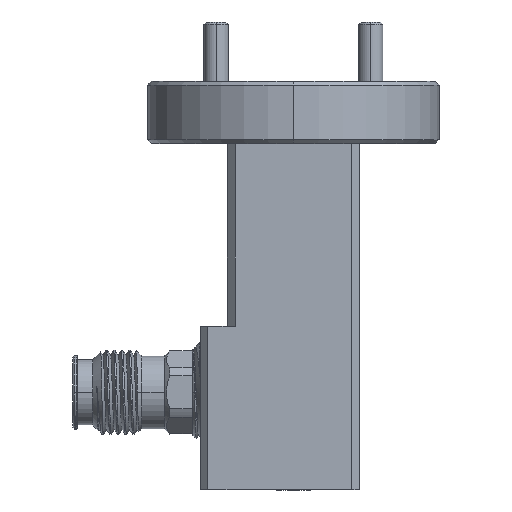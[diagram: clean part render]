
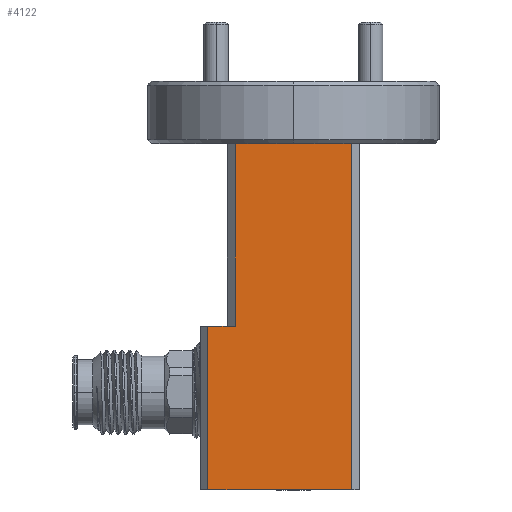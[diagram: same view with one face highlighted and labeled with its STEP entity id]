
A CAD part, left-side view. The second image highlights one B-rep face of the part: STEP entity #4122.
In plain terms, the highlighted planar face has unit normal (-1, 0, 0).
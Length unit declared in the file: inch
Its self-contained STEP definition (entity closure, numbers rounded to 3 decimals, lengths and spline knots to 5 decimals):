
#56 = ORIENTED_EDGE ( 'NONE', *, *, #6066, .T. ) ;
#94 = LINE ( 'NONE', #2563, #3091 ) ;
#221 = ORIENTED_EDGE ( 'NONE', *, *, #7823, .T. ) ;
#246 = CARTESIAN_POINT ( 'NONE',  ( -0.17, -0.15, -0.16 ) ) ;
#339 = CARTESIAN_POINT ( 'NONE',  ( -0.17, 0.22, -2.63263 ) ) ;
#509 = VERTEX_POINT ( 'NONE', #3986 ) ;
#527 = EDGE_CURVE ( 'NONE', #2218, #2863, #644, .T. ) ;
#644 = LINE ( 'NONE', #5608, #2070 ) ;
#1110 = ORIENTED_EDGE ( 'NONE', *, *, #5076, .T. ) ;
#1270 = DIRECTION ( 'NONE',  ( 0., 0., 1. ) ) ;
#1525 = DIRECTION ( 'NONE',  ( 0., 1., 0. ) ) ;
#2070 = VECTOR ( 'NONE', #7462, 39.37008 ) ;
#2218 = VERTEX_POINT ( 'NONE', #4255 ) ;
#2414 = CARTESIAN_POINT ( 'NONE',  ( -0.17, 0.22, -0.63 ) ) ;
#2563 = CARTESIAN_POINT ( 'NONE',  ( -0.17, -0.17, -1.05 ) ) ;
#2620 = CARTESIAN_POINT ( 'NONE',  ( -0.17, -0.17, -2.63263 ) ) ;
#2799 = DIRECTION ( 'NONE',  ( 0., 0., -1. ) ) ;
#2863 = VERTEX_POINT ( 'NONE', #3289 ) ;
#3083 = CARTESIAN_POINT ( 'NONE',  ( -0.17, -0.15, -1.05 ) ) ;
#3091 = VECTOR ( 'NONE', #7522, 39.37008 ) ;
#3166 = CARTESIAN_POINT ( 'NONE',  ( -0.17, -0.15, -2.63263 ) ) ;
#3254 = ORIENTED_EDGE ( 'NONE', *, *, #7398, .T. ) ;
#3258 = DIRECTION ( 'NONE',  ( 1., 0., 0. ) ) ;
#3289 = CARTESIAN_POINT ( 'NONE',  ( -0.17, 0.15, -0.63 ) ) ;
#3345 = LINE ( 'NONE', #3424, #7367 ) ;
#3395 = LINE ( 'NONE', #339, #4895 ) ;
#3424 = CARTESIAN_POINT ( 'NONE',  ( -0.17, -0.75009, -0.63 ) ) ;
#3599 = VECTOR ( 'NONE', #4821, 39.37008 ) ;
#3736 = EDGE_LOOP ( 'NONE', ( #3254, #3823, #56, #1110, #221, #7806 ) ) ;
#3823 = ORIENTED_EDGE ( 'NONE', *, *, #527, .T. ) ;
#3986 = CARTESIAN_POINT ( 'NONE',  ( -0.17, 0.22, -1.05 ) ) ;
#4120 = LINE ( 'NONE', #6608, #3599 ) ;
#4122 = ADVANCED_FACE ( 'NONE', ( #4442 ), #4483, .F. ) ;
#4255 = CARTESIAN_POINT ( 'NONE',  ( -0.17, 0.15, -0.16 ) ) ;
#4442 = FACE_OUTER_BOUND ( 'NONE', #3736, .T. ) ;
#4483 = PLANE ( 'NONE',  #5649 ) ;
#4623 = EDGE_CURVE ( 'NONE', #5334, #5193, #6839, .T. ) ;
#4821 = DIRECTION ( 'NONE',  ( 0., 1., 0. ) ) ;
#4895 = VECTOR ( 'NONE', #2799, 39.37008 ) ;
#5014 = VECTOR ( 'NONE', #1270, 39.37008 ) ;
#5076 = EDGE_CURVE ( 'NONE', #7008, #509, #3395, .T. ) ;
#5193 = VERTEX_POINT ( 'NONE', #246 ) ;
#5334 = VERTEX_POINT ( 'NONE', #3083 ) ;
#5608 = CARTESIAN_POINT ( 'NONE',  ( -0.17, 0.15, -0.63 ) ) ;
#5649 = AXIS2_PLACEMENT_3D ( 'NONE', #2620, #3258, #6243 ) ;
#6066 = EDGE_CURVE ( 'NONE', #2863, #7008, #3345, .T. ) ;
#6243 = DIRECTION ( 'NONE',  ( 0., 1., 0. ) ) ;
#6608 = CARTESIAN_POINT ( 'NONE',  ( -0.17, -0.17, -0.16 ) ) ;
#6839 = LINE ( 'NONE', #3166, #5014 ) ;
#7008 = VERTEX_POINT ( 'NONE', #2414 ) ;
#7367 = VECTOR ( 'NONE', #1525, 39.37008 ) ;
#7398 = EDGE_CURVE ( 'NONE', #5193, #2218, #4120, .T. ) ;
#7462 = DIRECTION ( 'NONE',  ( 0., 0., -1. ) ) ;
#7522 = DIRECTION ( 'NONE',  ( 0., -1., 0. ) ) ;
#7806 = ORIENTED_EDGE ( 'NONE', *, *, #4623, .T. ) ;
#7823 = EDGE_CURVE ( 'NONE', #509, #5334, #94, .T. ) ;
